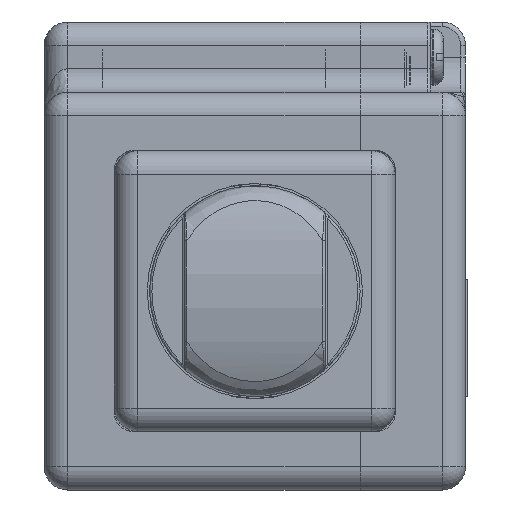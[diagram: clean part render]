
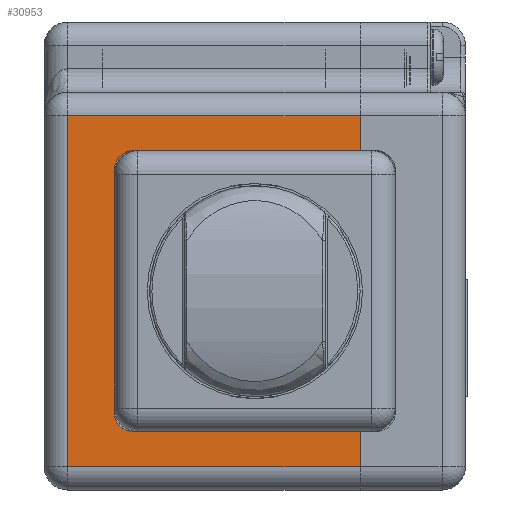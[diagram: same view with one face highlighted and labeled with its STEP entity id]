
A CAD part, front view. The second image highlights one B-rep face of the part: STEP entity #30953.
In plain terms, the highlighted face is planar.
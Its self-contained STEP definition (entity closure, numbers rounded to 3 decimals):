
#28042=CARTESIAN_POINT('',(-13.7,-5.2,53.));
#28043=DIRECTION('',(0.,0.,-1.));
#28044=DIRECTION('',(0.,-1.,0.));
#28045=AXIS2_PLACEMENT_3D('',#28042,#28043,#28044);
#28047=DIRECTION('',(-1.,0.,0.));
#28048=VECTOR('',#28047,1.5);
#28049=CARTESIAN_POINT('',(-1.,4.5,53.));
#28050=LINE('',#28049,#28048);
#28051=DIRECTION('',(0.,1.,0.));
#28052=VECTOR('',#28051,12.5);
#28053=CARTESIAN_POINT('',(-1.,-8.,53.));
#28054=LINE('',#28053,#28052);
#28055=DIRECTION('',(1.,0.,0.));
#28056=VECTOR('',#28055,15.);
#28057=CARTESIAN_POINT('',(-16.,-8.,53.));
#28058=LINE('',#28057,#28056);
#28059=DIRECTION('',(0.,-1.,0.));
#28060=VECTOR('',#28059,12.5);
#28061=CARTESIAN_POINT('',(-16.,4.5,53.));
#28062=LINE('',#28061,#28060);
#28063=DIRECTION('',(-1.,0.,0.));
#28064=VECTOR('',#28063,1.5);
#28065=CARTESIAN_POINT('',(-14.5,4.5,53.));
#28066=LINE('',#28065,#28064);
#28067=DIRECTION('',(0.,-1.,0.));
#28068=VECTOR('',#28067,9.7);
#28069=CARTESIAN_POINT('',(-14.5,4.5,53.));
#28070=LINE('',#28069,#28068);
#28071=DIRECTION('',(1.,0.,0.));
#28072=VECTOR('',#28071,10.4);
#28073=CARTESIAN_POINT('',(-13.7,-6.,53.));
#28074=LINE('',#28073,#28072);
#28075=DIRECTION('',(0.,1.,0.));
#28076=VECTOR('',#28075,9.7);
#28077=CARTESIAN_POINT('',(-2.5,-5.2,53.));
#28078=LINE('',#28077,#28076);
#28311=CARTESIAN_POINT('',(-3.3,-5.2,53.));
#28312=DIRECTION('',(0.,0.,-1.));
#28313=DIRECTION('',(1.,0.,0.));
#28314=AXIS2_PLACEMENT_3D('',#28311,#28312,#28313);
#28938=CARTESIAN_POINT('',(-16.,-8.,53.));
#28939=CARTESIAN_POINT('',(-1.,-8.,53.));
#28940=VERTEX_POINT('',#28938);
#28941=VERTEX_POINT('',#28939);
#29033=CARTESIAN_POINT('',(-1.,4.5,53.));
#29034=CARTESIAN_POINT('',(-2.5,4.5,53.));
#29035=VERTEX_POINT('',#29033);
#29036=VERTEX_POINT('',#29034);
#29037=CARTESIAN_POINT('',(-14.5,4.5,53.));
#29038=CARTESIAN_POINT('',(-16.,4.5,53.));
#29039=VERTEX_POINT('',#29037);
#29040=VERTEX_POINT('',#29038);
#29205=CARTESIAN_POINT('',(-13.7,-6.,53.));
#29206=VERTEX_POINT('',#29205);
#29207=CARTESIAN_POINT('',(-14.5,-5.2,53.));
#29208=VERTEX_POINT('',#29207);
#29213=CARTESIAN_POINT('',(-2.5,-5.2,53.));
#29214=VERTEX_POINT('',#29213);
#29215=CARTESIAN_POINT('',(-3.3,-6.,53.));
#29216=VERTEX_POINT('',#29215);
#30931=CARTESIAN_POINT('',(0.,0.,53.));
#30932=DIRECTION('',(0.,0.,1.));
#30933=DIRECTION('',(0.,1.,0.));
#30934=AXIS2_PLACEMENT_3D('',#30931,#30932,#30933);
#30935=PLANE('',#30934);
#30936=ORIENTED_EDGE('',*,*,#29481,.F.);
#30938=ORIENTED_EDGE('',*,*,#30937,.F.);
#30940=ORIENTED_EDGE('',*,*,#30939,.F.);
#30942=ORIENTED_EDGE('',*,*,#30941,.F.);
#30943=ORIENTED_EDGE('',*,*,#29419,.F.);
#30945=ORIENTED_EDGE('',*,*,#30944,.T.);
#30946=ORIENTED_EDGE('',*,*,#30924,.F.);
#30947=ORIENTED_EDGE('',*,*,#30868,.T.);
#30949=ORIENTED_EDGE('',*,*,#30948,.F.);
#30950=ORIENTED_EDGE('',*,*,#30804,.T.);
#30951=EDGE_LOOP('',(#30936,#30938,#30940,#30942,#30943,#30945,#30946,#30947,
#30949,#30950));
#30952=FACE_OUTER_BOUND('',#30951,.F.);
#30953=ADVANCED_FACE('',(#30952),#30935,.T.);
#28046=CIRCLE('',#28045,0.8);
#28315=CIRCLE('',#28314,0.8);
#29419=EDGE_CURVE('',#29039,#29040,#28066,.T.);
#29481=EDGE_CURVE('',#29035,#29036,#28050,.T.);
#30804=EDGE_CURVE('',#29214,#29036,#28078,.T.);
#30868=EDGE_CURVE('',#29206,#29216,#28074,.T.);
#30924=EDGE_CURVE('',#29206,#29208,#28046,.T.);
#30937=EDGE_CURVE('',#28941,#29035,#28054,.T.);
#30939=EDGE_CURVE('',#28940,#28941,#28058,.T.);
#30941=EDGE_CURVE('',#29040,#28940,#28062,.T.);
#30944=EDGE_CURVE('',#29039,#29208,#28070,.T.);
#30948=EDGE_CURVE('',#29214,#29216,#28315,.T.);
